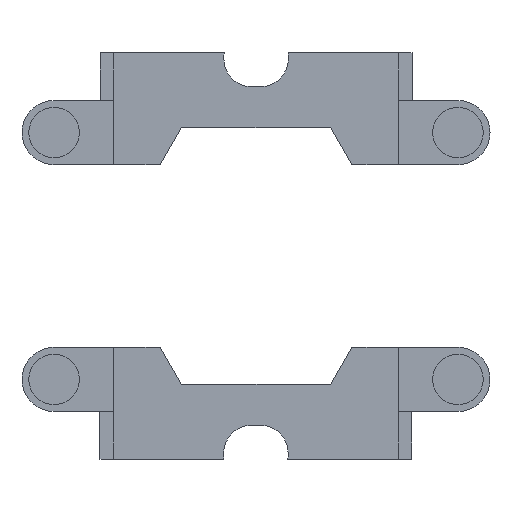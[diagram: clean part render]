
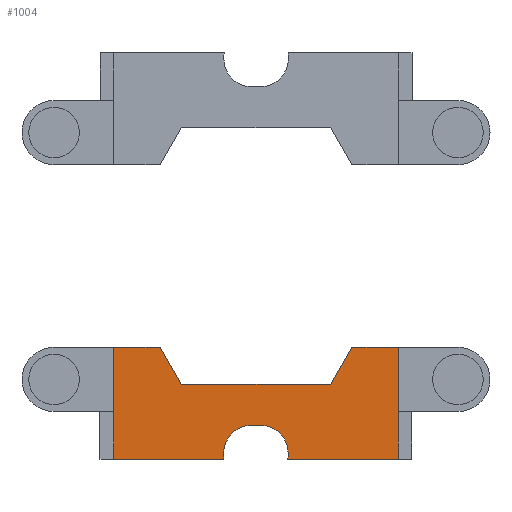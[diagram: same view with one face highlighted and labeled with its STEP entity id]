
A CAD part, front view. The second image highlights one B-rep face of the part: STEP entity #1004.
In plain terms, the highlighted planar face has unit normal (0, -1, 0).
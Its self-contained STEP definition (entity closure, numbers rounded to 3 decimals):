
#122=DIRECTION('',(-1.,0.,0.));
#123=VECTOR('',#122,5.05);
#124=CARTESIAN_POINT('',(15.5,11.5,-9.95));
#125=LINE('',#124,#123);
#130=DIRECTION('',(-1.,0.,0.));
#131=VECTOR('',#130,16.224);
#132=CARTESIAN_POINT('',(8.112,11.5,-14.));
#133=LINE('',#132,#131);
#142=DIRECTION('',(-1.,0.,0.));
#143=VECTOR('',#142,5.05);
#144=CARTESIAN_POINT('',(-10.45,11.5,-9.95));
#145=LINE('',#144,#143);
#158=DIRECTION('',(0.029,0.,1.));
#159=VECTOR('',#158,0.529);
#160=CARTESIAN_POINT('',(3.48,11.5,-22.15));
#161=LINE('',#160,#159);
#162=CARTESIAN_POINT('',(0.5,11.5,-21.45));
#163=DIRECTION('',(0.,-1.,0.));
#164=DIRECTION('',(0.998,0.,-0.057));
#165=AXIS2_PLACEMENT_3D('',#162,#163,#164);
#167=DIRECTION('',(-1.,0.,0.));
#168=VECTOR('',#167,1.006);
#169=CARTESIAN_POINT('',(0.5,11.5,-18.45));
#170=LINE('',#169,#168);
#171=CARTESIAN_POINT('',(-0.506,11.5,-21.45));
#172=DIRECTION('',(0.,-1.,0.));
#173=DIRECTION('',(0.,0.,1.));
#174=AXIS2_PLACEMENT_3D('',#171,#172,#173);
#176=DIRECTION('',(0.,0.,-1.));
#177=VECTOR('',#176,0.529);
#178=CARTESIAN_POINT('',(-3.501,11.5,-21.621));
#179=LINE('',#178,#177);
#180=DIRECTION('',(-1.,0.,0.));
#181=VECTOR('',#180,11.999);
#182=CARTESIAN_POINT('',(-3.501,11.5,-22.15));
#183=LINE('',#182,#181);
#184=DIRECTION('',(0.,0.,1.));
#185=VECTOR('',#184,12.2);
#186=CARTESIAN_POINT('',(-15.5,11.5,-22.15));
#187=LINE('',#186,#185);
#188=DIRECTION('',(0.5,0.,-0.866));
#189=VECTOR('',#188,4.677);
#190=CARTESIAN_POINT('',(-10.45,11.5,-9.95));
#191=LINE('',#190,#189);
#192=DIRECTION('',(0.5,0.,0.866));
#193=VECTOR('',#192,4.677);
#194=CARTESIAN_POINT('',(8.112,11.5,-14.));
#195=LINE('',#194,#193);
#196=DIRECTION('',(0.,0.,-1.));
#197=VECTOR('',#196,12.2);
#198=CARTESIAN_POINT('',(15.5,11.5,-9.95));
#199=LINE('',#198,#197);
#204=DIRECTION('',(1.,0.,0.));
#205=VECTOR('',#204,12.02);
#206=CARTESIAN_POINT('',(3.48,11.5,-22.15));
#207=LINE('',#206,#205);
#634=CARTESIAN_POINT('',(-15.5,11.5,-9.95));
#635=VERTEX_POINT('',#634);
#636=CARTESIAN_POINT('',(-15.5,11.5,-22.15));
#637=VERTEX_POINT('',#636);
#639=CARTESIAN_POINT('',(-10.45,11.5,-9.95));
#641=VERTEX_POINT('',#639);
#650=CARTESIAN_POINT('',(-8.112,11.5,-14.));
#651=VERTEX_POINT('',#650);
#674=CARTESIAN_POINT('',(3.48,11.5,-22.15));
#675=VERTEX_POINT('',#674);
#676=CARTESIAN_POINT('',(3.495,11.5,-21.621));
#677=VERTEX_POINT('',#676);
#678=CARTESIAN_POINT('',(15.5,11.5,-22.15));
#679=VERTEX_POINT('',#678);
#684=CARTESIAN_POINT('',(0.5,11.5,-18.45));
#685=VERTEX_POINT('',#684);
#686=CARTESIAN_POINT('',(-0.506,11.5,-18.45));
#687=VERTEX_POINT('',#686);
#688=CARTESIAN_POINT('',(-3.501,11.5,-21.621));
#689=VERTEX_POINT('',#688);
#690=CARTESIAN_POINT('',(-3.501,11.5,-22.15));
#691=VERTEX_POINT('',#690);
#692=CARTESIAN_POINT('',(8.112,11.5,-14.));
#693=VERTEX_POINT('',#692);
#694=CARTESIAN_POINT('',(10.45,11.5,-9.95));
#695=VERTEX_POINT('',#694);
#696=CARTESIAN_POINT('',(15.5,11.5,-9.95));
#697=VERTEX_POINT('',#696);
#974=CARTESIAN_POINT('',(0.,11.5,-16.05));
#975=DIRECTION('',(0.,1.,0.));
#976=DIRECTION('',(-1.,0.,0.));
#977=AXIS2_PLACEMENT_3D('',#974,#975,#976);
#978=PLANE('',#977);
#980=ORIENTED_EDGE('',*,*,#979,.T.);
#982=ORIENTED_EDGE('',*,*,#981,.T.);
#984=ORIENTED_EDGE('',*,*,#983,.T.);
#986=ORIENTED_EDGE('',*,*,#985,.T.);
#988=ORIENTED_EDGE('',*,*,#987,.T.);
#990=ORIENTED_EDGE('',*,*,#989,.T.);
#992=ORIENTED_EDGE('',*,*,#991,.T.);
#993=ORIENTED_EDGE('',*,*,#957,.F.);
#994=ORIENTED_EDGE('',*,*,#946,.T.);
#995=ORIENTED_EDGE('',*,*,#931,.F.);
#996=ORIENTED_EDGE('',*,*,#916,.T.);
#997=ORIENTED_EDGE('',*,*,#901,.F.);
#999=ORIENTED_EDGE('',*,*,#998,.T.);
#1001=ORIENTED_EDGE('',*,*,#1000,.F.);
#1002=EDGE_LOOP('',(#980,#982,#984,#986,#988,#990,#992,#993,#994,#995,#996,#997,
#999,#1001));
#1003=FACE_OUTER_BOUND('',#1002,.F.);
#166=CIRCLE('',#165,3.);
#175=CIRCLE('',#174,3.);
#901=EDGE_CURVE('',#697,#695,#125,.T.);
#916=EDGE_CURVE('',#693,#695,#195,.T.);
#931=EDGE_CURVE('',#693,#651,#133,.T.);
#946=EDGE_CURVE('',#641,#651,#191,.T.);
#957=EDGE_CURVE('',#641,#635,#145,.T.);
#979=EDGE_CURVE('',#675,#677,#161,.T.);
#981=EDGE_CURVE('',#677,#685,#166,.T.);
#983=EDGE_CURVE('',#685,#687,#170,.T.);
#985=EDGE_CURVE('',#687,#689,#175,.T.);
#987=EDGE_CURVE('',#689,#691,#179,.T.);
#989=EDGE_CURVE('',#691,#637,#183,.T.);
#991=EDGE_CURVE('',#637,#635,#187,.T.);
#998=EDGE_CURVE('',#697,#679,#199,.T.);
#1000=EDGE_CURVE('',#675,#679,#207,.T.);
#1004=ADVANCED_FACE('',(#1003),#978,.F.);
